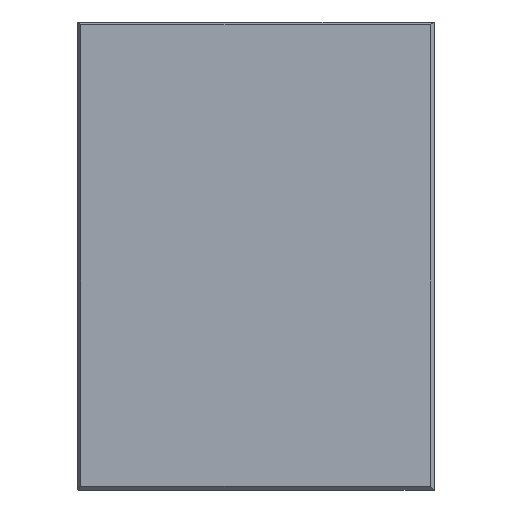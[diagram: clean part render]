
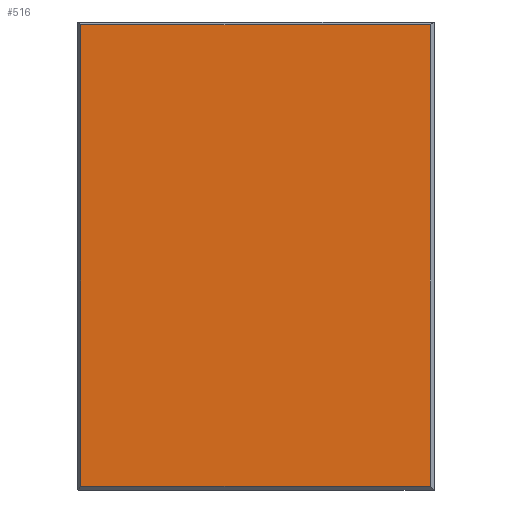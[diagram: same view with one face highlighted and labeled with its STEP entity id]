
A CAD part, left-side view. The second image highlights one B-rep face of the part: STEP entity #516.
In plain terms, the highlighted planar face has unit normal (-1, 0, 0).
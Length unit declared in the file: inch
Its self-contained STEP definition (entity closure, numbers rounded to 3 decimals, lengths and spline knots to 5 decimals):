
#111 = DIRECTION ( 'NONE',  ( 0., 0., -1. ) ) ;
#516 = ADVANCED_FACE ( 'NONE', ( #3976 ), #7366, .T. ) ;
#671 = DIRECTION ( 'NONE',  ( 0., 0., 1. ) ) ;
#850 = CARTESIAN_POINT ( 'NONE',  ( -2.91627, 1.45859, 1.27857 ) ) ;
#936 = LINE ( 'NONE', #9270, #1539 ) ;
#1280 = AXIS2_PLACEMENT_3D ( 'NONE', #1974, #7025, #8589 ) ;
#1457 = ORIENTED_EDGE ( 'NONE', *, *, #1880, .T. ) ;
#1539 = VECTOR ( 'NONE', #8431, 39.37008 ) ;
#1724 = EDGE_CURVE ( 'NONE', #2098, #5716, #1827, .T. ) ;
#1827 = LINE ( 'NONE', #5896, #6960 ) ;
#1880 = EDGE_CURVE ( 'NONE', #5612, #2098, #936, .T. ) ;
#1974 = CARTESIAN_POINT ( 'NONE',  ( -2.91627, 0.51966, 0.03898 ) ) ;
#2098 = VERTEX_POINT ( 'NONE', #850 ) ;
#2815 = CARTESIAN_POINT ( 'NONE',  ( -2.91627, 1.45859, -1.19602 ) ) ;
#2824 = EDGE_LOOP ( 'NONE', ( #8900, #10118, #5682, #1457 ) ) ;
#3566 = VERTEX_POINT ( 'NONE', #5950 ) ;
#3884 = CARTESIAN_POINT ( 'NONE',  ( -2.91627, -0.41534, 0.03898 ) ) ;
#3911 = VECTOR ( 'NONE', #671, 39.37008 ) ;
#3976 = FACE_OUTER_BOUND ( 'NONE', #2824, .T. ) ;
#4485 = VECTOR ( 'NONE', #7312, 39.37008 ) ;
#5547 = LINE ( 'NONE', #6652, #4485 ) ;
#5612 = VERTEX_POINT ( 'NONE', #6901 ) ;
#5682 = ORIENTED_EDGE ( 'NONE', *, *, #5736, .T. ) ;
#5716 = VERTEX_POINT ( 'NONE', #2815 ) ;
#5729 = LINE ( 'NONE', #3884, #3911 ) ;
#5736 = EDGE_CURVE ( 'NONE', #3566, #5612, #5729, .T. ) ;
#5896 = CARTESIAN_POINT ( 'NONE',  ( -2.91627, 1.45859, -1.22102 ) ) ;
#5950 = CARTESIAN_POINT ( 'NONE',  ( -2.91627, -0.41534, -1.19602 ) ) ;
#6652 = CARTESIAN_POINT ( 'NONE',  ( -2.91627, 0.51966, -1.19602 ) ) ;
#6901 = CARTESIAN_POINT ( 'NONE',  ( -2.91627, -0.41534, 1.27857 ) ) ;
#6960 = VECTOR ( 'NONE', #111, 39.37008 ) ;
#7025 = DIRECTION ( 'NONE',  ( -1., 0., 0. ) ) ;
#7312 = DIRECTION ( 'NONE',  ( 0., -1., 0. ) ) ;
#7366 = PLANE ( 'NONE',  #1280 ) ;
#8431 = DIRECTION ( 'NONE',  ( 0., 1., 0. ) ) ;
#8589 = DIRECTION ( 'NONE',  ( 0., 0., 1. ) ) ;
#8900 = ORIENTED_EDGE ( 'NONE', *, *, #1724, .T. ) ;
#9270 = CARTESIAN_POINT ( 'NONE',  ( -2.91627, 1.47966, 1.27857 ) ) ;
#10118 = ORIENTED_EDGE ( 'NONE', *, *, #10814, .T. ) ;
#10814 = EDGE_CURVE ( 'NONE', #5716, #3566, #5547, .T. ) ;
